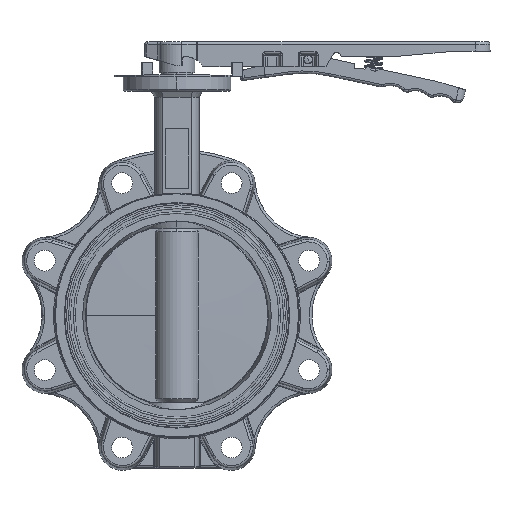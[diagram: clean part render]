
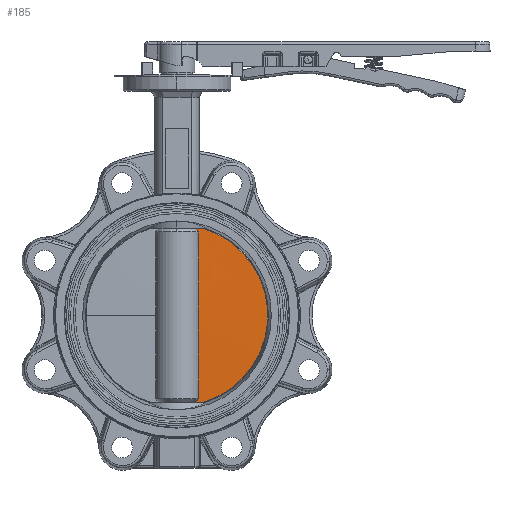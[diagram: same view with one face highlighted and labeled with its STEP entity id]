
A CAD part, top view. The second image highlights one B-rep face of the part: STEP entity #185.
In plain terms, the highlighted conical face has half-angle 88.82 degrees and reference radius 48548.9 mm.
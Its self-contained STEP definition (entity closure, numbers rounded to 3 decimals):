
#185 = ADVANCED_FACE ( 'NONE', ( #5514 ), #12655, .T. ) ;
#1454 = CARTESIAN_POINT ( 'NONE',  ( 14.759, 73.15, 4.032 ) ) ;
#1858 = CARTESIAN_POINT ( 'NONE',  ( 17.991, -58.293, 4.314 ) ) ;
#2234 = CARTESIAN_POINT ( 'NONE',  ( 14.759, -73.15, 4.032 ) ) ;
#2817 = ORIENTED_EDGE ( 'NONE', *, *, #34614, .T. ) ;
#3538 = CARTESIAN_POINT ( 'NONE',  ( 14.759, 73.15, 4.032 ) ) ;
#4218 = CARTESIAN_POINT ( 'NONE',  ( 16.955, 73.15, 4.024 ) ) ;
#4293 = CARTESIAN_POINT ( 'NONE',  ( 0., 0., -994.43 ) ) ;
#4773 = EDGE_CURVE ( 'NONE', #38409, #23885, #10848, .T. ) ;
#5249 = CIRCLE ( 'NONE', #14893, 76.201 ) ;
#5514 = FACE_OUTER_BOUND ( 'NONE', #10847, .T. ) ;
#6262 = B_SPLINE_CURVE_WITH_KNOTS ( 'NONE', 3,
 ( #1454, #31313, #19317, #28800 ),
 .UNSPECIFIED., .F., .F.,
 ( 4, 4 ),
 ( 0.003, 0.007 ),
 .UNSPECIFIED. ) ;
#7737 = CARTESIAN_POINT ( 'NONE',  ( 17.82, 23.318, 4.971 ) ) ;
#7879 = CARTESIAN_POINT ( 'NONE',  ( 17.934, -46.635, 4.546 ) ) ;
#9390 = EDGE_CURVE ( 'NONE', #37403, #13612, #36449, .T. ) ;
#9984 = AXIS2_PLACEMENT_3D ( 'NONE', #4293, #31489, #34579 ) ;
#10847 = EDGE_LOOP ( 'NONE', ( #38421, #25060, #36521, #2817, #34076, #21502 ) ) ;
#10848 = B_SPLINE_CURVE_WITH_KNOTS ( 'NONE', 3,
 ( #26505, #35970, #17258, #17392 ),
 .UNSPECIFIED., .F., .F.,
 ( 4, 4 ),
 ( 0., 0.005 ),
 .UNSPECIFIED. ) ;
#11285 = EDGE_CURVE ( 'NONE', #13612, #33902, #6262, .T. ) ;
#12201 = B_SPLINE_CURVE_WITH_KNOTS ( 'NONE', 3,
 ( #16771, #38447, #34939, #22928, #7737, #23068, #13568, #16616, #32396, #38309, #29054, #7879, #1858, #28936 ),
 .UNSPECIFIED., .F., .F.,
 ( 4, 2, 2, 2, 2, 2, 4 ),
 ( 0.012, 0.047, 0.064, 0.082, 0.099, 0.117, 0.152 ),
 .UNSPECIFIED. ) ;
#12655 = CONICAL_SURFACE ( 'NONE', #9984, 48548.88, 1.55 ) ;
#13568 = CARTESIAN_POINT ( 'NONE',  ( 17.753, 5.829, 5.204 ) ) ;
#13612 = VERTEX_POINT ( 'NONE', #3538 ) ;
#14893 = AXIS2_PLACEMENT_3D ( 'NONE', #26713, #15070, #33643 ) ;
#15070 = DIRECTION ( 'NONE',  ( 0., 0., -1. ) ) ;
#15603 = CARTESIAN_POINT ( 'NONE',  ( 18.044, 69.95, 4.082 ) ) ;
#16616 = CARTESIAN_POINT ( 'NONE',  ( 17.753, -5.832, 5.204 ) ) ;
#16771 = CARTESIAN_POINT ( 'NONE',  ( 18.044, 69.95, 4.082 ) ) ;
#17258 = CARTESIAN_POINT ( 'NONE',  ( 15.857, -72.086, 4.049 ) ) ;
#17392 = CARTESIAN_POINT ( 'NONE',  ( 14.759, -73.15, 4.032 ) ) ;
#17689 = CARTESIAN_POINT ( 'NONE',  ( 18.044, -69.95, 4.082 ) ) ;
#18313 = B_SPLINE_CURVE_WITH_KNOTS ( 'NONE', 3,
 ( #34705, #18831, #19233, #34438 ),
 .UNSPECIFIED., .F., .F.,
 ( 4, 4 ),
 ( 0.023, 0.03 ),
 .UNSPECIFIED. ) ;
#18831 = CARTESIAN_POINT ( 'NONE',  ( 16.955, -73.15, 4.024 ) ) ;
#19233 = CARTESIAN_POINT ( 'NONE',  ( 19.151, -73.15, 4.013 ) ) ;
#19317 = CARTESIAN_POINT ( 'NONE',  ( 16.952, 71.019, 4.066 ) ) ;
#21502 = ORIENTED_EDGE ( 'NONE', *, *, #34047, .T. ) ;
#22020 = CARTESIAN_POINT ( 'NONE',  ( 21.347, 73.15, 4. ) ) ;
#22508 = CARTESIAN_POINT ( 'NONE',  ( 21.347, 73.15, 4. ) ) ;
#22928 = CARTESIAN_POINT ( 'NONE',  ( 17.848, 29.147, 4.868 ) ) ;
#23068 = CARTESIAN_POINT ( 'NONE',  ( 17.772, 11.659, 5.14 ) ) ;
#23885 = VERTEX_POINT ( 'NONE', #2234 ) ;
#25060 = ORIENTED_EDGE ( 'NONE', *, *, #9390, .T. ) ;
#26505 = CARTESIAN_POINT ( 'NONE',  ( 18.044, -69.95, 4.082 ) ) ;
#26713 = CARTESIAN_POINT ( 'NONE',  ( 0., 0., 4. ) ) ;
#28800 = CARTESIAN_POINT ( 'NONE',  ( 18.044, 69.95, 4.082 ) ) ;
#28936 = CARTESIAN_POINT ( 'NONE',  ( 18.044, -69.95, 4.082 ) ) ;
#29054 = CARTESIAN_POINT ( 'NONE',  ( 17.848, -29.149, 4.868 ) ) ;
#29341 = CARTESIAN_POINT ( 'NONE',  ( 21.347, -73.15, 4. ) ) ;
#31313 = CARTESIAN_POINT ( 'NONE',  ( 15.857, 72.086, 4.049 ) ) ;
#31489 = DIRECTION ( 'NONE',  ( 0., 0., -1. ) ) ;
#31556 = CARTESIAN_POINT ( 'NONE',  ( 19.151, 73.15, 4.013 ) ) ;
#32396 = CARTESIAN_POINT ( 'NONE',  ( 17.772, -11.662, 5.14 ) ) ;
#33643 = DIRECTION ( 'NONE',  ( -1., 0., 0. ) ) ;
#33902 = VERTEX_POINT ( 'NONE', #15603 ) ;
#34047 = EDGE_CURVE ( 'NONE', #23885, #34663, #18313, .T. ) ;
#34076 = ORIENTED_EDGE ( 'NONE', *, *, #4773, .T. ) ;
#34438 = CARTESIAN_POINT ( 'NONE',  ( 21.347, -73.15, 4. ) ) ;
#34579 = DIRECTION ( 'NONE',  ( -1., 0., 0. ) ) ;
#34614 = EDGE_CURVE ( 'NONE', #33902, #38409, #12201, .T. ) ;
#34663 = VERTEX_POINT ( 'NONE', #29341 ) ;
#34705 = CARTESIAN_POINT ( 'NONE',  ( 14.759, -73.15, 4.032 ) ) ;
#34904 = CARTESIAN_POINT ( 'NONE',  ( 14.759, 73.15, 4.032 ) ) ;
#34939 = CARTESIAN_POINT ( 'NONE',  ( 17.934, 46.634, 4.546 ) ) ;
#35970 = CARTESIAN_POINT ( 'NONE',  ( 16.952, -71.019, 4.066 ) ) ;
#36449 = B_SPLINE_CURVE_WITH_KNOTS ( 'NONE', 3,
 ( #22508, #31556, #4218, #34904 ),
 .UNSPECIFIED., .F., .F.,
 ( 4, 4 ),
 ( 0.016, 0.023 ),
 .UNSPECIFIED. ) ;
#36521 = ORIENTED_EDGE ( 'NONE', *, *, #11285, .T. ) ;
#37403 = VERTEX_POINT ( 'NONE', #22020 ) ;
#37955 = EDGE_CURVE ( 'NONE', #37403, #34663, #5249, .T. ) ;
#38309 = CARTESIAN_POINT ( 'NONE',  ( 17.82, -23.32, 4.971 ) ) ;
#38409 = VERTEX_POINT ( 'NONE', #17689 ) ;
#38421 = ORIENTED_EDGE ( 'NONE', *, *, #37955, .F. ) ;
#38447 = CARTESIAN_POINT ( 'NONE',  ( 17.991, 58.292, 4.314 ) ) ;
